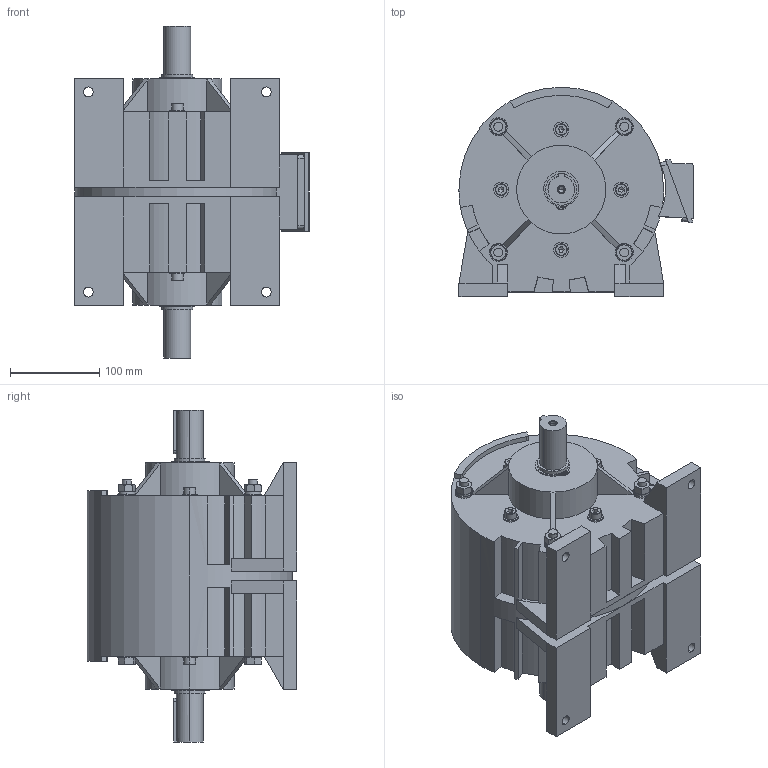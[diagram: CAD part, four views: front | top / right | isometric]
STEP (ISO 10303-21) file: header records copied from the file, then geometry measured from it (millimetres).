
FILE_DESCRIPTION (( 'STEP AP203' ), '1' );
FILE_NAME ('Assem6.STEP', '2018-02-23T02:18:18', ( '新井重治' ), ( '小倉クラッチ' ), 'SwSTEP 2.0', 'SolidWorks 2009', '' );
FILE_SCHEMA (( 'CONFIG_CONTROL_DESIGN' ));
Length unit declared in the file: millimetre
Products named in the file (1): Assem6
Bounding box: 263 x 235 x 373 mm (x, y, z)
Volume: 8792375.6 mm3; surface area: 402393.8 mm2
Topology: 1 solids, 1 shells, 699 faces, 1755 edges, 1094 vertices
Faces by surface type: plane 414, cylinder 210, cone 59, torus 16
Entity records: 21019 total; most frequent: CARTESIAN_POINT 3976, DIRECTION 3676, ORIENTED_EDGE 3470, EDGE_CURVE 1735, AXIS2_PLACEMENT_3D 1364, VERTEX_POINT 1094, LINE 948, VECTOR 948
